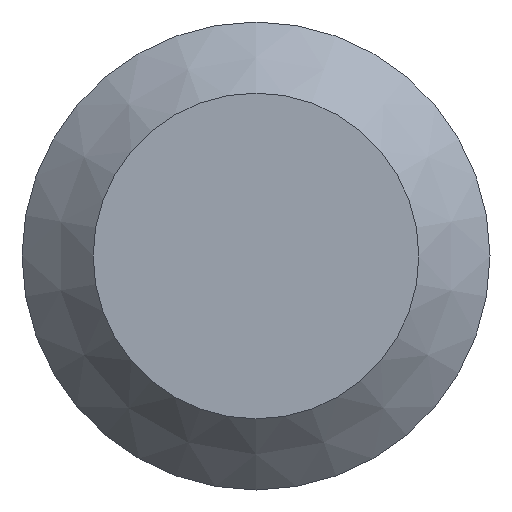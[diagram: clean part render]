
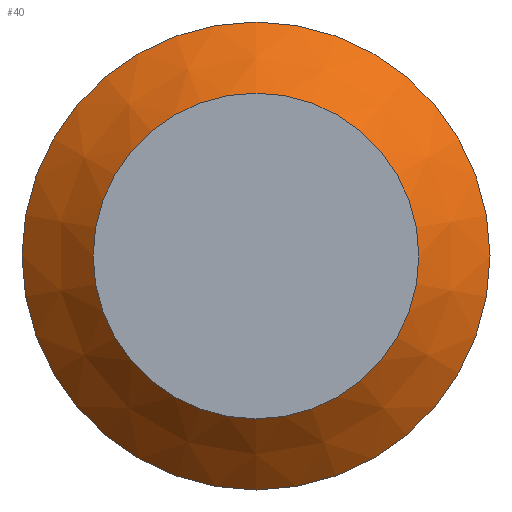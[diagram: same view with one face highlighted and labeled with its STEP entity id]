
A CAD part, left-side view. The second image highlights one B-rep face of the part: STEP entity #40.
In plain terms, the highlighted conical face has half-angle 45 degrees and reference radius 8.7 mm.
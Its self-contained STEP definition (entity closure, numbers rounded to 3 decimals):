
#40 = ADVANCED_FACE( '', ( #83, #84 ), #85, .T. );
#83 = FACE_OUTER_BOUND( '', #128, .T. );
#84 = FACE_BOUND( '', #129, .T. );
#85 = CONICAL_SURFACE( '', #130, 8.7, 0.785 );
#128 = EDGE_LOOP( '', ( #173 ) );
#129 = EDGE_LOOP( '', ( #174 ) );
#130 = AXIS2_PLACEMENT_3D( '', #175, #176, #177 );
#173 = ORIENTED_EDGE( '', *, *, #216, .F. );
#174 = ORIENTED_EDGE( '', *, *, #220, .T. );
#175 = CARTESIAN_POINT( '', ( 0., 0., 0. ) );
#176 = DIRECTION( '', ( 1., 0., 0. ) );
#177 = DIRECTION( '', ( 0., 0., -1. ) );
#216 = EDGE_CURVE( '', #237, #237, #238, .T. );
#220 = EDGE_CURVE( '', #243, #243, #244, .T. );
#237 = VERTEX_POINT( '', #265 );
#238 = CIRCLE( '', #266, 12.5 );
#243 = VERTEX_POINT( '', #271 );
#244 = CIRCLE( '', #272, 8.7 );
#265 = CARTESIAN_POINT( '', ( 3.8, 0., -12.5 ) );
#266 = AXIS2_PLACEMENT_3D( '', #293, #294, #295 );
#271 = CARTESIAN_POINT( '', ( 0., 0., -8.7 ) );
#272 = AXIS2_PLACEMENT_3D( '', #299, #300, #301 );
#293 = CARTESIAN_POINT( '', ( 3.8, 0., 0. ) );
#294 = DIRECTION( '', ( 1., 0., 0. ) );
#295 = DIRECTION( '', ( 0., 0., -1. ) );
#299 = CARTESIAN_POINT( '', ( 0., 0., 0. ) );
#300 = DIRECTION( '', ( 1., 0., 0. ) );
#301 = DIRECTION( '', ( 0., 0., -1. ) );
